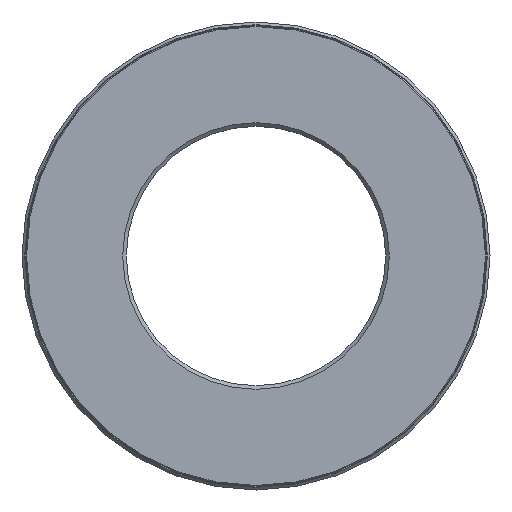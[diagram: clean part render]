
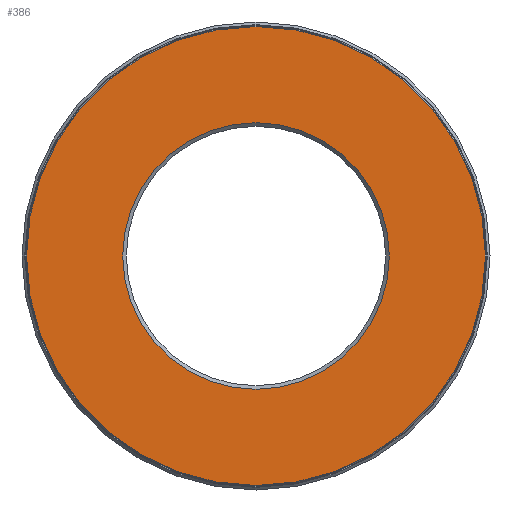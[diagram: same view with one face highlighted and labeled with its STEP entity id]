
A CAD part, front view. The second image highlights one B-rep face of the part: STEP entity #386.
In plain terms, the highlighted planar face has unit normal (0, -1, 0).
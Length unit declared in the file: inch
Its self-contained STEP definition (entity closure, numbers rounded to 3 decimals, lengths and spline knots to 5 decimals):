
#1 = CARTESIAN_POINT ( 'NONE',  ( 0., 0., 1.27187 ) ) ;
#77 = VERTEX_POINT ( 'NONE', #331 ) ;
#84 = CARTESIAN_POINT ( 'NONE',  ( 0., 0., 0. ) ) ;
#96 = FACE_BOUND ( 'NONE', #602, .T. ) ;
#115 = CARTESIAN_POINT ( 'NONE',  ( 0., 0., 0. ) ) ;
#118 = EDGE_LOOP ( 'NONE', ( #271 ) ) ;
#149 = EDGE_CURVE ( 'NONE', #255, #255, #385, .T. ) ;
#172 = AXIS2_PLACEMENT_3D ( 'NONE', #84, #552, #500 ) ;
#231 = FACE_OUTER_BOUND ( 'NONE', #118, .T. ) ;
#255 = VERTEX_POINT ( 'NONE', #1 ) ;
#260 = PLANE ( 'NONE',  #268 ) ;
#268 = AXIS2_PLACEMENT_3D ( 'NONE', #405, #276, #453 ) ;
#271 = ORIENTED_EDGE ( 'NONE', *, *, #149, .F. ) ;
#276 = DIRECTION ( 'NONE',  ( 0., 1., 0. ) ) ;
#301 = DIRECTION ( 'NONE',  ( 0., 1., 0. ) ) ;
#331 = CARTESIAN_POINT ( 'NONE',  ( 0., 0., 0.73875 ) ) ;
#385 = CIRCLE ( 'NONE', #406, 1.27187 ) ;
#386 = ADVANCED_FACE ( 'NONE', ( #231, #96 ), #260, .F. ) ;
#405 = CARTESIAN_POINT ( 'NONE',  ( 0., 0., 0. ) ) ;
#406 = AXIS2_PLACEMENT_3D ( 'NONE', #115, #301, #579 ) ;
#434 = EDGE_CURVE ( 'NONE', #77, #77, #574, .T. ) ;
#453 = DIRECTION ( 'NONE',  ( 0., 0., 1. ) ) ;
#500 = DIRECTION ( 'NONE',  ( 0., 0., 1. ) ) ;
#552 = DIRECTION ( 'NONE',  ( 0., 1., 0. ) ) ;
#574 = CIRCLE ( 'NONE', #172, 0.73875 ) ;
#579 = DIRECTION ( 'NONE',  ( 0., 0., 1. ) ) ;
#594 = ORIENTED_EDGE ( 'NONE', *, *, #434, .T. ) ;
#602 = EDGE_LOOP ( 'NONE', ( #594 ) ) ;
